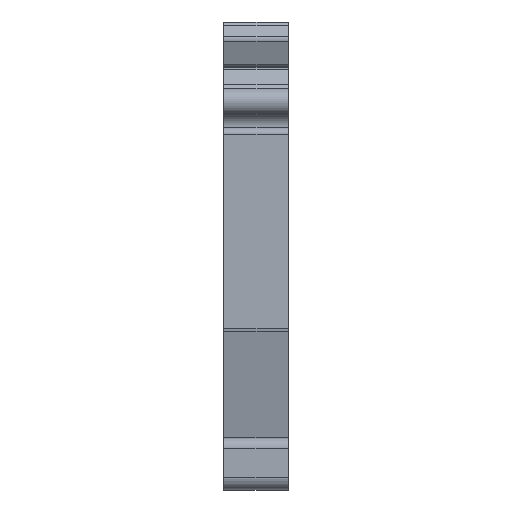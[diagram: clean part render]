
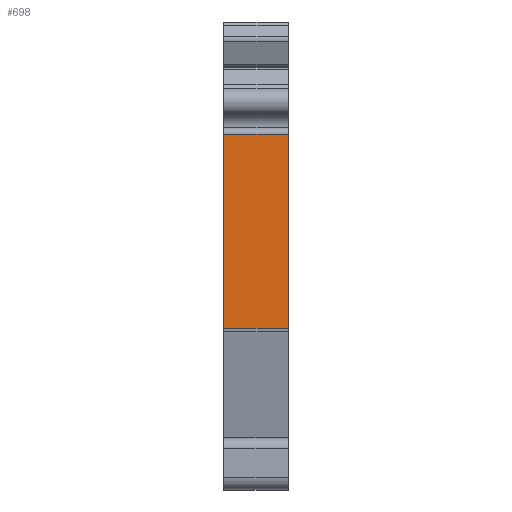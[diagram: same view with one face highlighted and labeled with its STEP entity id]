
A CAD part, left-side view. The second image highlights one B-rep face of the part: STEP entity #698.
In plain terms, the highlighted planar face has unit normal (-1, 0, 0).
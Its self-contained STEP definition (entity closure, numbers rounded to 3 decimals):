
#698 = ADVANCED_FACE( '', ( #1421 ), #1422, .T. );
#1421 = FACE_OUTER_BOUND( '', #2154, .T. );
#1422 = PLANE( '', #2155 );
#2154 = EDGE_LOOP( '', ( #4387, #4388, #4389, #4390 ) );
#2155 = AXIS2_PLACEMENT_3D( '', #4391, #4392, #4393 );
#4387 = ORIENTED_EDGE( '', *, *, #4830, .F. );
#4388 = ORIENTED_EDGE( '', *, *, #4639, .F. );
#4389 = ORIENTED_EDGE( '', *, *, #5358, .T. );
#4390 = ORIENTED_EDGE( '', *, *, #5324, .T. );
#4391 = CARTESIAN_POINT( '', ( -28.78, 5., 9.356 ) );
#4392 = DIRECTION( '', ( -1., 0., 0. ) );
#4393 = DIRECTION( '', ( 0., 0., 1. ) );
#4639 = EDGE_CURVE( '', #5639, #5635, #5641, .T. );
#4830 = EDGE_CURVE( '', #5635, #5979, #5980, .T. );
#5324 = EDGE_CURVE( '', #6690, #5979, #6691, .T. );
#5358 = EDGE_CURVE( '', #5639, #6690, #6735, .T. );
#5635 = VERTEX_POINT( '', #7078 );
#5639 = VERTEX_POINT( '', #7083 );
#5641 = LINE( '', #7085, #7086 );
#5979 = VERTEX_POINT( '', #7532 );
#5980 = LINE( '', #7533, #7534 );
#6690 = VERTEX_POINT( '', #8488 );
#6691 = LINE( '', #8489, #8490 );
#6735 = LINE( '', #8552, #8553 );
#7078 = CARTESIAN_POINT( '', ( -28.78, 0., 9.356 ) );
#7083 = CARTESIAN_POINT( '', ( -28.78, 5., 9.356 ) );
#7085 = CARTESIAN_POINT( '', ( -28.78, 5., 9.356 ) );
#7086 = VECTOR( '', #8828, 1000. );
#7532 = CARTESIAN_POINT( '', ( -28.78, 0., -5.551 ) );
#7533 = CARTESIAN_POINT( '', ( -28.78, 0., 9.356 ) );
#7534 = VECTOR( '', #9123, 1000. );
#8488 = CARTESIAN_POINT( '', ( -28.78, 5., -5.551 ) );
#8489 = CARTESIAN_POINT( '', ( -28.78, 5., -5.551 ) );
#8490 = VECTOR( '', #9710, 1000. );
#8552 = CARTESIAN_POINT( '', ( -28.78, 5., 9.356 ) );
#8553 = VECTOR( '', #9765, 1000. );
#8828 = DIRECTION( '', ( 0., -1., 0. ) );
#9123 = DIRECTION( '', ( 0., 0., -1. ) );
#9710 = DIRECTION( '', ( 0., -1., 0. ) );
#9765 = DIRECTION( '', ( 0., 0., -1. ) );
